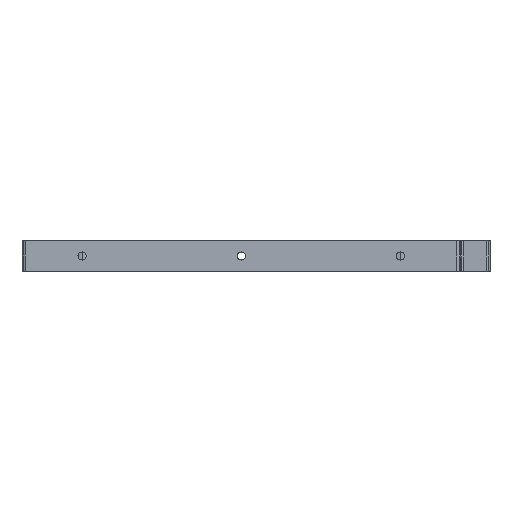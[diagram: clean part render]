
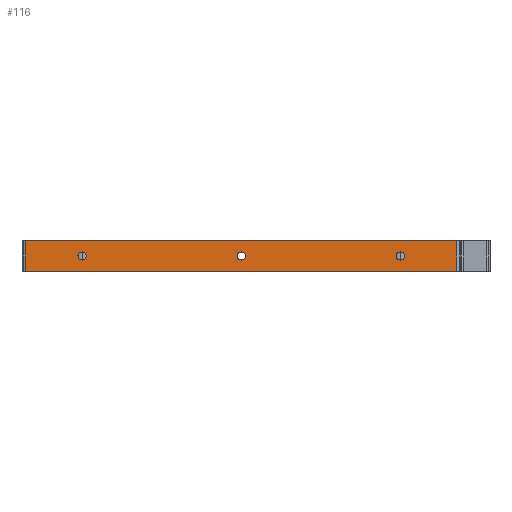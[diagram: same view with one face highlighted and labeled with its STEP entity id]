
A CAD part, left-side view. The second image highlights one B-rep face of the part: STEP entity #116.
In plain terms, the highlighted planar face has unit normal (-1, 0, 0).
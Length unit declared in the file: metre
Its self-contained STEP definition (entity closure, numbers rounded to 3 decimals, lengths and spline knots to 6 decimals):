
#116=ADVANCED_FACE('0:8762',(#291,#292,#293,#294),#295,.F.);
#291=FACE_BOUND('',#521,.T.);
#292=FACE_BOUND('',#522,.T.);
#293=FACE_BOUND('',#523,.T.);
#294=FACE_OUTER_BOUND('',#524,.T.);
#295=PLANE('',#525);
#521=EDGE_LOOP('',(#1091,#1092));
#522=EDGE_LOOP('',(#1093,#1094));
#523=EDGE_LOOP('',(#1095,#1096));
#524=EDGE_LOOP('',(#1097,#1098,#1099,#1100));
#525=AXIS2_PLACEMENT_3D('',#1101,#1102,#1103);
#1091=ORIENTED_EDGE('',*,*,#1493,.T.);
#1092=ORIENTED_EDGE('',*,*,#1564,.T.);
#1093=ORIENTED_EDGE('',*,*,#1489,.T.);
#1094=ORIENTED_EDGE('',*,*,#1566,.T.);
#1095=ORIENTED_EDGE('',*,*,#1485,.T.);
#1096=ORIENTED_EDGE('',*,*,#1568,.T.);
#1097=ORIENTED_EDGE('',*,*,#1608,.F.);
#1098=ORIENTED_EDGE('',*,*,#1440,.T.);
#1099=ORIENTED_EDGE('',*,*,#1609,.F.);
#1100=ORIENTED_EDGE('',*,*,#1577,.T.);
#1101=CARTESIAN_POINT('',(-0.048078,-0.044856,0.154726));
#1102=DIRECTION('',(1.0,0.,0.));
#1103=DIRECTION('',(0.0,0.,1.0));
#1440=EDGE_CURVE('0:8812',#1743,#1741,#1744,.T.);
#1485=EDGE_CURVE('3875:15197',#1827,#1831,#1833,.T.);
#1489=EDGE_CURVE('3875:16731',#1835,#1839,#1841,.T.);
#1493=EDGE_CURVE('3875:18256',#1843,#1847,#1849,.T.);
#1564=EDGE_CURVE('3875:18256',#1847,#1843,#1964,.T.);
#1566=EDGE_CURVE('3875:16731',#1839,#1835,#1966,.T.);
#1568=EDGE_CURVE('3875:15197',#1831,#1827,#1968,.T.);
#1577=EDGE_CURVE('0:8794',#1978,#1976,#1979,.T.);
#1608=EDGE_CURVE('0:9142',#1743,#1976,#2020,.T.);
#1609=EDGE_CURVE('0:9100',#1978,#1741,#2021,.T.);
#1741=VERTEX_POINT('',#2186);
#1743=VERTEX_POINT('',#2188);
#1744=LINE('',#2189,#2190);
#1827=VERTEX_POINT('',#2293);
#1831=VERTEX_POINT('',#2298);
#1833=CIRCLE('',#2301,0.000889);
#1835=VERTEX_POINT('',#2303);
#1839=VERTEX_POINT('',#2308);
#1841=CIRCLE('',#2311,0.000889);
#1843=VERTEX_POINT('',#2313);
#1847=VERTEX_POINT('',#2318);
#1849=CIRCLE('',#2321,0.000889);
#1964=CIRCLE('',#2466,0.000889);
#1966=CIRCLE('',#2468,0.000889);
#1968=CIRCLE('',#2470,0.000889);
#1976=VERTEX_POINT('',#2478);
#1978=VERTEX_POINT('',#2480);
#1979=LINE('',#2481,#2482);
#2020=LINE('',#2538,#2539);
#2021=LINE('',#2540,#2541);
#2186=CARTESIAN_POINT('',(-0.048078,-0.0474,0.008124));
#2188=CARTESIAN_POINT('',(-0.048078,-0.0474,0.001524));
#2189=CARTESIAN_POINT('',(-0.048078,-0.0474,0.118026));
#2190=VECTOR('',#2698,1.0);
#2293=CARTESIAN_POINT('',(-0.048078,0.035889,0.004824));
#2298=CARTESIAN_POINT('',(-0.048078,0.034111,0.004824));
#2301=AXIS2_PLACEMENT_3D('',#2787,#2788,#2789);
#2303=CARTESIAN_POINT('',(-0.048078,0.000889,0.004824));
#2308=CARTESIAN_POINT('',(-0.048078,-0.000889,0.004824));
#2311=AXIS2_PLACEMENT_3D('',#2795,#2796,#2797);
#2313=CARTESIAN_POINT('',(-0.048078,-0.034111,0.004824));
#2318=CARTESIAN_POINT('',(-0.048078,-0.035889,0.004824));
#2321=AXIS2_PLACEMENT_3D('',#2803,#2804,#2805);
#2466=AXIS2_PLACEMENT_3D('',#2956,#2957,#2958);
#2468=AXIS2_PLACEMENT_3D('',#2962,#2963,#2964);
#2470=AXIS2_PLACEMENT_3D('',#2968,#2969,#2970);
#2478=CARTESIAN_POINT('',(-0.048078,0.0474,0.001524));
#2480=CARTESIAN_POINT('',(-0.048078,0.0474,0.008124));
#2481=CARTESIAN_POINT('',(-0.048078,0.0474,0.154726));
#2482=VECTOR('',#2995,1.0);
#2538=CARTESIAN_POINT('',(-0.048078,0.000447,0.001524));
#2539=VECTOR('',#3056,1.0);
#2540=CARTESIAN_POINT('',(-0.048078,-0.049732,0.008124));
#2541=VECTOR('',#3057,1.0);
#2698=DIRECTION('',(0.,0.,1.0));
#2787=CARTESIAN_POINT('',(-0.048078,0.035,0.004824));
#2788=DIRECTION('',(1.0,0.,0.));
#2789=DIRECTION('',(0.,1.0,0.0));
#2795=CARTESIAN_POINT('',(-0.048078,0.,0.004824));
#2796=DIRECTION('',(1.0,0.,0.));
#2797=DIRECTION('',(0.,1.0,0.0));
#2803=CARTESIAN_POINT('',(-0.048078,-0.035,0.004824));
#2804=DIRECTION('',(1.0,0.,0.));
#2805=DIRECTION('',(0.,1.0,0.0));
#2956=CARTESIAN_POINT('',(-0.048078,-0.035,0.004824));
#2957=DIRECTION('',(1.0,0.,0.));
#2958=DIRECTION('',(0.,1.0,0.0));
#2962=CARTESIAN_POINT('',(-0.048078,0.,0.004824));
#2963=DIRECTION('',(1.0,0.,0.));
#2964=DIRECTION('',(0.,1.0,0.0));
#2968=CARTESIAN_POINT('',(-0.048078,0.035,0.004824));
#2969=DIRECTION('',(1.0,0.,0.));
#2970=DIRECTION('',(0.,1.0,0.0));
#2995=DIRECTION('',(0.,0.,-1.0));
#3056=DIRECTION('',(0.,1.0,0.));
#3057=DIRECTION('',(0.,-1.0,0.));
